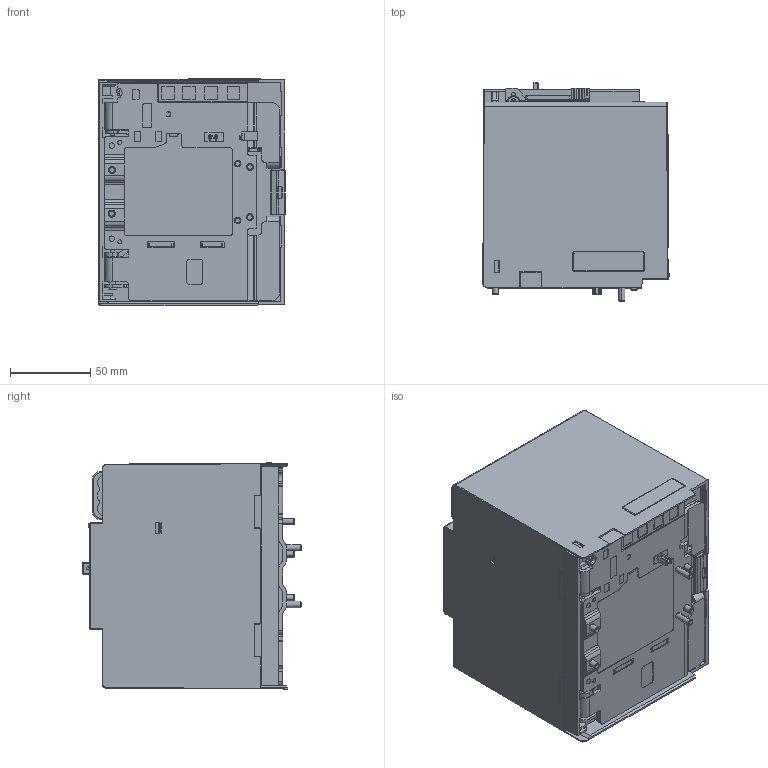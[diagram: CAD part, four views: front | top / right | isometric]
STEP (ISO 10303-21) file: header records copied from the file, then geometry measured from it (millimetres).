
FILE_DESCRIPTION((''),'2;1');
FILE_NAME('_1SDH002065A1140','2019-05-27T',('ITSTCAR1'),(''),'CREO PARAMETRIC BY PTC INC, 2016050','CREO PARAMETRIC BY PTC INC, 2016050','');
FILE_SCHEMA(('AUTOMOTIVE_DESIGN { 1 0 10303 214 1 1 1 1 }'));
Products named in the file (1): _1SDH002065A1140
Bounding box: 116.14 x 136 x 140.83 mm (x, y, z)
Surface area: 103565 mm2 (no closed solid volume)
Topology: 0 solids, 1 shells, 1941 faces, 5369 edges, 3514 vertices
Faces by surface type: plane 1311, cylinder 488, torus 78, bspline 29, cone 21, sphere 14
Entity records: 67010 total; most frequent: CARTESIAN_POINT 16517, ORIENTED_EDGE 10704, DIRECTION 9985, EDGE_CURVE 5355, VECTOR 3881, LINE 3881, VERTEX_POINT 3514, AXIS2_PLACEMENT_3D 3052
